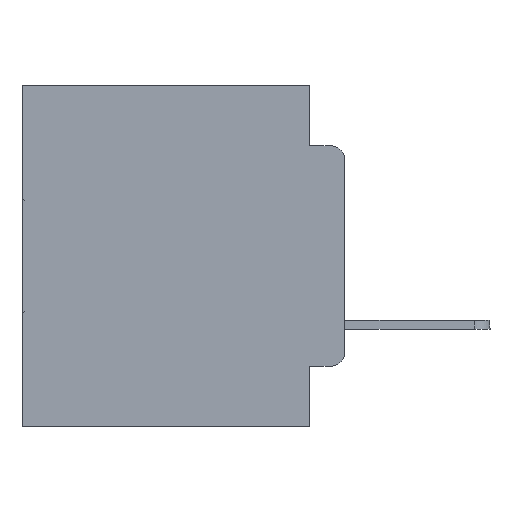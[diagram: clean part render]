
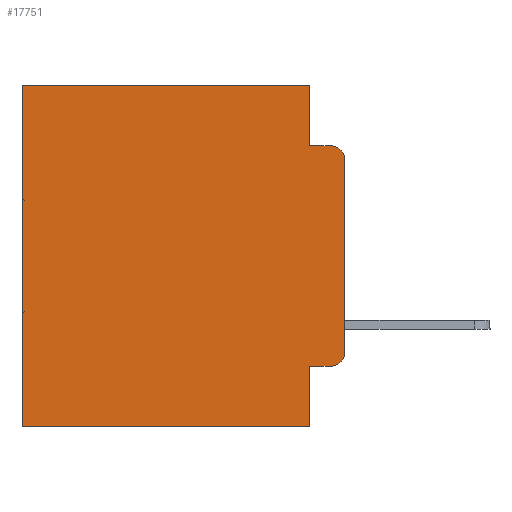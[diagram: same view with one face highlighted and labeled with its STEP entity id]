
A CAD part, left-side view. The second image highlights one B-rep face of the part: STEP entity #17751.
In plain terms, the highlighted planar face has unit normal (-1, 0, 0).
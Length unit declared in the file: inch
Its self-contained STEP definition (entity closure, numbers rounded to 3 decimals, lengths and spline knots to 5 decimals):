
#42 = AXIS2_PLACEMENT_3D ( 'NONE', #4939, #17146, #14626 ) ;
#677 = CARTESIAN_POINT ( 'NONE',  ( 0.298, 0.051, -0.4115 ) ) ;
#925 = CARTESIAN_POINT ( 'NONE',  ( 0.298, 0.051, -0.0885 ) ) ;
#1237 = VECTOR ( 'NONE', #22436, 39.37008 ) ;
#1287 = CARTESIAN_POINT ( 'NONE',  ( 0.298, 0., -0.3915 ) ) ;
#1388 = VECTOR ( 'NONE', #12580, 39.37008 ) ;
#1962 = DIRECTION ( 'NONE',  ( -1., 0., 0. ) ) ;
#2045 = EDGE_CURVE ( 'NONE', #5341, #21162, #3953, .T. ) ;
#2442 = VERTEX_POINT ( 'NONE', #26192 ) ;
#2785 = VERTEX_POINT ( 'NONE', #1287 ) ;
#2878 = LINE ( 'NONE', #677, #1388 ) ;
#3089 = DIRECTION ( 'NONE',  ( 0., 0., -1. ) ) ;
#3252 = AXIS2_PLACEMENT_3D ( 'NONE', #26631, #30886, #13814 ) ;
#3270 = VECTOR ( 'NONE', #24997, 39.37008 ) ;
#3547 = EDGE_CURVE ( 'NONE', #2442, #28482, #12965, .T. ) ;
#3953 = LINE ( 'NONE', #24961, #1237 ) ;
#4939 = CARTESIAN_POINT ( 'NONE',  ( 0.298, 0.02, -0.3915 ) ) ;
#5292 = DIRECTION ( 'NONE',  ( 0., 0., -1. ) ) ;
#5341 = VERTEX_POINT ( 'NONE', #22894 ) ;
#5388 = VERTEX_POINT ( 'NONE', #12618 ) ;
#5863 = VECTOR ( 'NONE', #5292, 39.37008 ) ;
#6692 = CARTESIAN_POINT ( 'NONE',  ( 0.298, 0.051, -0.5 ) ) ;
#6784 = VECTOR ( 'NONE', #3089, 39.37008 ) ;
#6960 = CARTESIAN_POINT ( 'NONE',  ( 0.298, 0.473, -0.5 ) ) ;
#7263 = ORIENTED_EDGE ( 'NONE', *, *, #17965, .F. ) ;
#7433 = ORIENTED_EDGE ( 'NONE', *, *, #29438, .F. ) ;
#7598 = LINE ( 'NONE', #29593, #26591 ) ;
#7926 = DIRECTION ( 'NONE',  ( 0., 1., 0. ) ) ;
#8246 = DIRECTION ( 'NONE',  ( 0., 0., -1. ) ) ;
#8330 = VERTEX_POINT ( 'NONE', #10173 ) ;
#8392 = CARTESIAN_POINT ( 'NONE',  ( 0.298, 0., 0. ) ) ;
#8676 = CIRCLE ( 'NONE', #42, 0.02 ) ;
#9318 = AXIS2_PLACEMENT_3D ( 'NONE', #14354, #1962, #17040 ) ;
#9329 = ORIENTED_EDGE ( 'NONE', *, *, #15217, .T. ) ;
#10063 = CARTESIAN_POINT ( 'NONE',  ( 0.298, 0.051, 0. ) ) ;
#10173 = CARTESIAN_POINT ( 'NONE',  ( 0.298, 0.02, -0.4115 ) ) ;
#10579 = VERTEX_POINT ( 'NONE', #15812 ) ;
#10767 = DIRECTION ( 'NONE',  ( 0., -1., 0. ) ) ;
#12054 = VERTEX_POINT ( 'NONE', #6960 ) ;
#12563 = ORIENTED_EDGE ( 'NONE', *, *, #3547, .T. ) ;
#12580 = DIRECTION ( 'NONE',  ( 0., -1., 0. ) ) ;
#12618 = CARTESIAN_POINT ( 'NONE',  ( 0.298, 0.051, -0.0885 ) ) ;
#12897 = EDGE_CURVE ( 'NONE', #8330, #2785, #8676, .T. ) ;
#12965 = LINE ( 'NONE', #27525, #3270 ) ;
#13089 = CARTESIAN_POINT ( 'NONE',  ( 0.298, 0.473, 0. ) ) ;
#13814 = DIRECTION ( 'NONE',  ( 0., 0., -1. ) ) ;
#14080 = EDGE_LOOP ( 'NONE', ( #19850, #24650, #7263, #7433, #12563, #9329, #26909, #20060, #20817, #27028 ) ) ;
#14354 = CARTESIAN_POINT ( 'NONE',  ( 0.298, 0.02, -0.1085 ) ) ;
#14626 = DIRECTION ( 'NONE',  ( 0., 0., -1. ) ) ;
#15217 = EDGE_CURVE ( 'NONE', #28482, #12054, #22124, .T. ) ;
#15536 = EDGE_CURVE ( 'NONE', #10579, #29643, #22465, .T. ) ;
#15812 = CARTESIAN_POINT ( 'NONE',  ( 0.298, 0., -0.1085 ) ) ;
#17040 = DIRECTION ( 'NONE',  ( 0., 0., -1. ) ) ;
#17146 = DIRECTION ( 'NONE',  ( -1., 0., 0. ) ) ;
#17751 = ADVANCED_FACE ( 'NONE', ( #28685 ), #19361, .F. ) ;
#17965 = EDGE_CURVE ( 'NONE', #5388, #29643, #22954, .T. ) ;
#18872 = CARTESIAN_POINT ( 'NONE',  ( 0.298, 0.02, -0.0885 ) ) ;
#19361 = PLANE ( 'NONE',  #3252 ) ;
#19399 = VECTOR ( 'NONE', #8246, 39.37008 ) ;
#19655 = EDGE_CURVE ( 'NONE', #5341, #8330, #2878, .T. ) ;
#19850 = ORIENTED_EDGE ( 'NONE', *, *, #24833, .F. ) ;
#20060 = ORIENTED_EDGE ( 'NONE', *, *, #2045, .F. ) ;
#20116 = LINE ( 'NONE', #8392, #19399 ) ;
#20817 = ORIENTED_EDGE ( 'NONE', *, *, #19655, .T. ) ;
#21162 = VERTEX_POINT ( 'NONE', #6692 ) ;
#22124 = LINE ( 'NONE', #13089, #6784 ) ;
#22436 = DIRECTION ( 'NONE',  ( 0., 0., -1. ) ) ;
#22465 = CIRCLE ( 'NONE', #9318, 0.02 ) ;
#22894 = CARTESIAN_POINT ( 'NONE',  ( 0.298, 0.051, -0.4115 ) ) ;
#22954 = LINE ( 'NONE', #925, #30623 ) ;
#24650 = ORIENTED_EDGE ( 'NONE', *, *, #15536, .T. ) ;
#24833 = EDGE_CURVE ( 'NONE', #10579, #2785, #20116, .T. ) ;
#24859 = CARTESIAN_POINT ( 'NONE',  ( 0.298, 0.473, 0. ) ) ;
#24961 = CARTESIAN_POINT ( 'NONE',  ( 0.298, 0.051, 0. ) ) ;
#24997 = DIRECTION ( 'NONE',  ( 0., 1., 0. ) ) ;
#26192 = CARTESIAN_POINT ( 'NONE',  ( 0.298, 0.051, 0. ) ) ;
#26591 = VECTOR ( 'NONE', #7926, 39.37008 ) ;
#26631 = CARTESIAN_POINT ( 'NONE',  ( 0.298, 0., 0. ) ) ;
#26909 = ORIENTED_EDGE ( 'NONE', *, *, #27195, .F. ) ;
#27028 = ORIENTED_EDGE ( 'NONE', *, *, #12897, .T. ) ;
#27167 = LINE ( 'NONE', #10063, #5863 ) ;
#27195 = EDGE_CURVE ( 'NONE', #21162, #12054, #7598, .T. ) ;
#27525 = CARTESIAN_POINT ( 'NONE',  ( 0.298, 0., 0. ) ) ;
#28482 = VERTEX_POINT ( 'NONE', #24859 ) ;
#28685 = FACE_OUTER_BOUND ( 'NONE', #14080, .T. ) ;
#29438 = EDGE_CURVE ( 'NONE', #2442, #5388, #27167, .T. ) ;
#29593 = CARTESIAN_POINT ( 'NONE',  ( 0.298, 0., -0.5 ) ) ;
#29643 = VERTEX_POINT ( 'NONE', #18872 ) ;
#30623 = VECTOR ( 'NONE', #10767, 39.37008 ) ;
#30886 = DIRECTION ( 'NONE',  ( 1., 0., 0. ) ) ;
